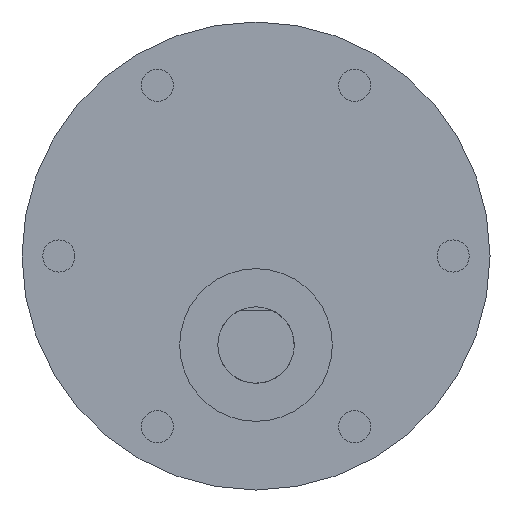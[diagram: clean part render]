
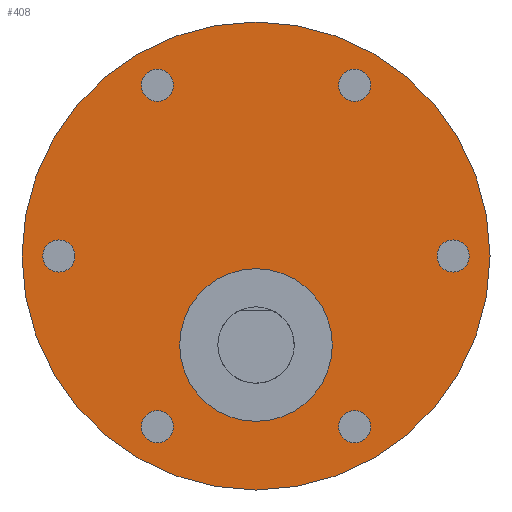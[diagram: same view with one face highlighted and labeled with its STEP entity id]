
A CAD part, front view. The second image highlights one B-rep face of the part: STEP entity #408.
In plain terms, the highlighted planar face has unit normal (0, -1, 0).
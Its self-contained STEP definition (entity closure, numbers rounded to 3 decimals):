
#24=FACE_BOUND('',#129,.T.);
#25=FACE_BOUND('',#130,.T.);
#26=FACE_BOUND('',#131,.T.);
#27=FACE_BOUND('',#132,.T.);
#28=FACE_BOUND('',#133,.T.);
#29=FACE_BOUND('',#134,.T.);
#30=FACE_BOUND('',#135,.T.);
#64=PLANE('',#505);
#94=FACE_OUTER_BOUND('',#128,.T.);
#128=EDGE_LOOP('',(#346));
#129=EDGE_LOOP('',(#347));
#130=EDGE_LOOP('',(#348));
#131=EDGE_LOOP('',(#349));
#132=EDGE_LOOP('',(#350));
#133=EDGE_LOOP('',(#351));
#134=EDGE_LOOP('',(#352));
#135=EDGE_LOOP('',(#353));
#185=CIRCLE('',#473,1.265);
#187=CIRCLE('',#477,1.265);
#189=CIRCLE('',#481,1.265);
#191=CIRCLE('',#485,1.265);
#193=CIRCLE('',#489,1.265);
#195=CIRCLE('',#493,1.265);
#198=CIRCLE('',#499,6.);
#199=CIRCLE('',#502,18.4);
#215=VERTEX_POINT('',#708);
#217=VERTEX_POINT('',#715);
#219=VERTEX_POINT('',#722);
#221=VERTEX_POINT('',#729);
#223=VERTEX_POINT('',#736);
#225=VERTEX_POINT('',#743);
#228=VERTEX_POINT('',#753);
#229=VERTEX_POINT('',#758);
#249=EDGE_CURVE('',#215,#215,#185,.F.);
#252=EDGE_CURVE('',#217,#217,#187,.F.);
#255=EDGE_CURVE('',#219,#219,#189,.F.);
#258=EDGE_CURVE('',#221,#221,#191,.F.);
#261=EDGE_CURVE('',#223,#223,#193,.F.);
#264=EDGE_CURVE('',#225,#225,#195,.F.);
#269=EDGE_CURVE('',#228,#228,#198,.T.);
#270=EDGE_CURVE('',#229,#229,#199,.T.);
#346=ORIENTED_EDGE('',*,*,#270,.T.);
#347=ORIENTED_EDGE('',*,*,#249,.T.);
#348=ORIENTED_EDGE('',*,*,#252,.T.);
#349=ORIENTED_EDGE('',*,*,#255,.T.);
#350=ORIENTED_EDGE('',*,*,#258,.T.);
#351=ORIENTED_EDGE('',*,*,#261,.T.);
#352=ORIENTED_EDGE('',*,*,#264,.T.);
#353=ORIENTED_EDGE('',*,*,#269,.T.);
#408=ADVANCED_FACE('',(#94,#24,#25,#26,#27,#28,#29,#30),#64,.F.);
#473=AXIS2_PLACEMENT_3D('',#709,#563,#564);
#477=AXIS2_PLACEMENT_3D('',#716,#572,#573);
#481=AXIS2_PLACEMENT_3D('',#723,#581,#582);
#485=AXIS2_PLACEMENT_3D('',#730,#590,#591);
#489=AXIS2_PLACEMENT_3D('',#737,#599,#600);
#493=AXIS2_PLACEMENT_3D('',#744,#608,#609);
#499=AXIS2_PLACEMENT_3D('',#755,#622,#623);
#502=AXIS2_PLACEMENT_3D('',#759,#628,#629);
#505=AXIS2_PLACEMENT_3D('',#764,#635,#636);
#563=DIRECTION('center_axis',(0.,-1.,0.));
#564=DIRECTION('ref_axis',(1.,0.,0.));
#572=DIRECTION('center_axis',(0.,-1.,0.));
#573=DIRECTION('ref_axis',(1.,0.,0.));
#581=DIRECTION('center_axis',(0.,-1.,0.));
#582=DIRECTION('ref_axis',(1.,0.,0.));
#590=DIRECTION('center_axis',(0.,-1.,0.));
#591=DIRECTION('ref_axis',(1.,0.,0.));
#599=DIRECTION('center_axis',(0.,-1.,0.));
#600=DIRECTION('ref_axis',(1.,0.,0.));
#608=DIRECTION('center_axis',(0.,-1.,0.));
#609=DIRECTION('ref_axis',(1.,0.,0.));
#622=DIRECTION('center_axis',(0.,1.,0.));
#623=DIRECTION('ref_axis',(1.,0.,0.));
#628=DIRECTION('center_axis',(0.,-1.,0.));
#629=DIRECTION('ref_axis',(1.,0.,0.));
#635=DIRECTION('center_axis',(0.,1.,0.));
#636=DIRECTION('ref_axis',(1.,0.,0.));
#708=CARTESIAN_POINT('',(6.485,-26.5,-13.423));
#709=CARTESIAN_POINT('Origin',(7.75,-26.5,-13.423));
#715=CARTESIAN_POINT('',(-9.014,-26.5,13.423));
#716=CARTESIAN_POINT('Origin',(-7.75,-26.5,13.423));
#722=CARTESIAN_POINT('',(-16.765,-26.5,0.));
#723=CARTESIAN_POINT('Origin',(-15.5,-26.5,0.));
#729=CARTESIAN_POINT('',(14.236,-26.5,0.));
#730=CARTESIAN_POINT('Origin',(15.5,-26.5,0.));
#736=CARTESIAN_POINT('',(6.485,-26.5,13.423));
#737=CARTESIAN_POINT('Origin',(7.75,-26.5,13.423));
#743=CARTESIAN_POINT('',(-9.014,-26.5,-13.423));
#744=CARTESIAN_POINT('Origin',(-7.75,-26.5,-13.423));
#753=CARTESIAN_POINT('',(-6.,-26.5,-7.));
#755=CARTESIAN_POINT('Origin',(0.,-26.5,-7.));
#758=CARTESIAN_POINT('',(-18.4,-26.5,0.));
#759=CARTESIAN_POINT('Origin',(0.,-26.5,0.));
#764=CARTESIAN_POINT('Origin',(0.,-26.5,0.));
